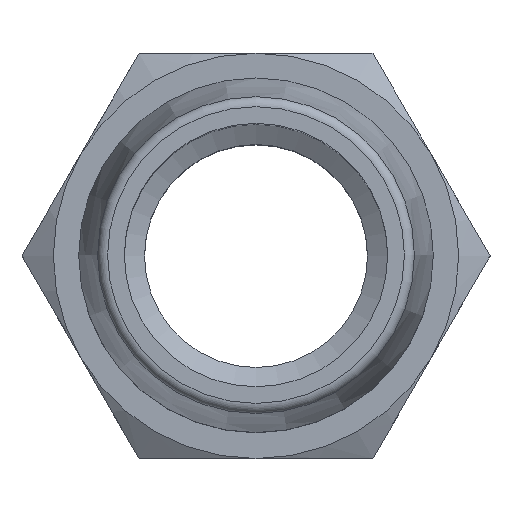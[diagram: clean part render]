
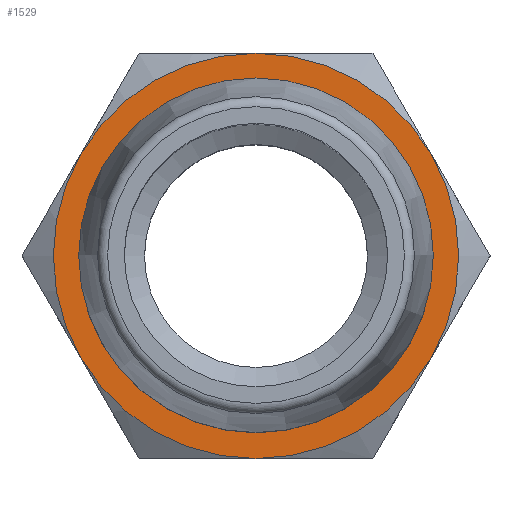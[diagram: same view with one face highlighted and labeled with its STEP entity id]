
A CAD part, top view. The second image highlights one B-rep face of the part: STEP entity #1529.
In plain terms, the highlighted face is planar.
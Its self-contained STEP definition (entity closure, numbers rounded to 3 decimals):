
#701=PLANE('',#1444);
#735=ORIENTED_EDGE('',*,*,#917,.F.);
#736=ORIENTED_EDGE('',*,*,#918,.F.);
#737=ORIENTED_EDGE('',*,*,#919,.F.);
#738=ORIENTED_EDGE('',*,*,#920,.F.);
#739=ORIENTED_EDGE('',*,*,#921,.F.);
#740=ORIENTED_EDGE('',*,*,#922,.F.);
#741=ORIENTED_EDGE('',*,*,#916,.F.);
#844=CIRCLE('',#1443,7.75);
#845=CIRCLE('',#1445,10.);
#846=CIRCLE('',#1446,10.);
#847=CIRCLE('',#1447,10.);
#848=CIRCLE('',#1448,10.);
#849=CIRCLE('',#1449,10.);
#850=CIRCLE('',#1450,10.);
#874=VERTEX_POINT('',#1314);
#875=VERTEX_POINT('',#1317);
#876=VERTEX_POINT('',#1318);
#877=VERTEX_POINT('',#1320);
#878=VERTEX_POINT('',#1322);
#879=VERTEX_POINT('',#1324);
#880=VERTEX_POINT('',#1326);
#916=EDGE_CURVE('',#874,#874,#844,.T.);
#917=EDGE_CURVE('',#875,#876,#845,.T.);
#918=EDGE_CURVE('',#877,#875,#846,.T.);
#919=EDGE_CURVE('',#878,#877,#847,.T.);
#920=EDGE_CURVE('',#879,#878,#848,.T.);
#921=EDGE_CURVE('',#880,#879,#849,.T.);
#922=EDGE_CURVE('',#876,#880,#850,.T.);
#987=EDGE_LOOP('',(#735,#736,#737,#738,#739,#740));
#988=EDGE_LOOP('',(#741));
#1043=FACE_BOUND('',#987,.T.);
#1044=FACE_BOUND('',#988,.T.);
#1129=DIRECTION('',(0.,1.,0.));
#1130=DIRECTION('',(7.75,0.,0.));
#1131=DIRECTION('',(0.,1.,0.));
#1132=DIRECTION('',(1.,0.,0.));
#1133=DIRECTION('',(0.,-1.,0.));
#1134=DIRECTION('',(0.,0.,10.));
#1135=DIRECTION('',(0.,-1.,0.));
#1136=DIRECTION('',(8.66,0.,5.));
#1137=DIRECTION('',(0.,-1.,0.));
#1138=DIRECTION('',(8.66,0.,-5.));
#1139=DIRECTION('',(0.,-1.,0.));
#1140=DIRECTION('',(0.,0.,-10.));
#1141=DIRECTION('',(0.,-1.,0.));
#1142=DIRECTION('',(-8.66,0.,-5.));
#1143=DIRECTION('',(0.,-1.,0.));
#1144=DIRECTION('',(-8.66,0.,5.));
#1314=CARTESIAN_POINT('',(31.943,44.354,0.));
#1315=CARTESIAN_POINT('',(24.193,44.354,0.));
#1316=CARTESIAN_POINT('',(24.193,44.354,10.));
#1317=CARTESIAN_POINT('',(24.193,44.354,10.));
#1318=CARTESIAN_POINT('',(15.532,44.354,5.));
#1319=CARTESIAN_POINT('',(24.193,44.354,0.));
#1320=CARTESIAN_POINT('',(32.853,44.354,5.));
#1321=CARTESIAN_POINT('',(24.193,44.354,0.));
#1322=CARTESIAN_POINT('',(32.853,44.354,-5.));
#1323=CARTESIAN_POINT('',(24.193,44.354,0.));
#1324=CARTESIAN_POINT('',(24.193,44.354,-10.));
#1325=CARTESIAN_POINT('',(24.193,44.354,0.));
#1326=CARTESIAN_POINT('',(15.532,44.354,-5.));
#1327=CARTESIAN_POINT('',(24.193,44.354,0.));
#1328=CARTESIAN_POINT('',(24.193,44.354,0.));
#1443=AXIS2_PLACEMENT_3D('',#1315,#1129,#1130);
#1444=AXIS2_PLACEMENT_3D('',#1316,#1131,#1132);
#1445=AXIS2_PLACEMENT_3D('',#1319,#1133,#1134);
#1446=AXIS2_PLACEMENT_3D('',#1321,#1135,#1136);
#1447=AXIS2_PLACEMENT_3D('',#1323,#1137,#1138);
#1448=AXIS2_PLACEMENT_3D('',#1325,#1139,#1140);
#1449=AXIS2_PLACEMENT_3D('',#1327,#1141,#1142);
#1450=AXIS2_PLACEMENT_3D('',#1328,#1143,#1144);
#1529=ADVANCED_FACE('',(#1043,#1044),#701,.T.);
